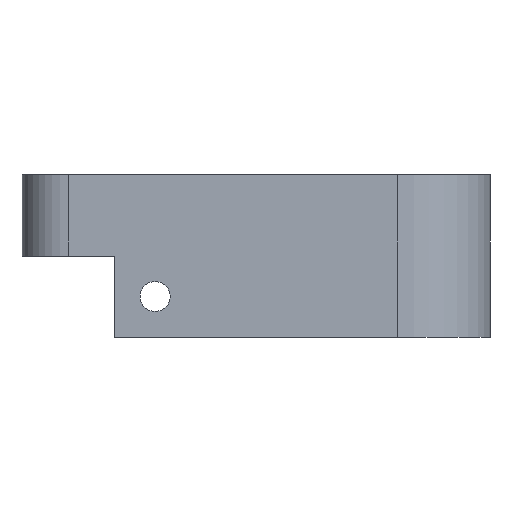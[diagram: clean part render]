
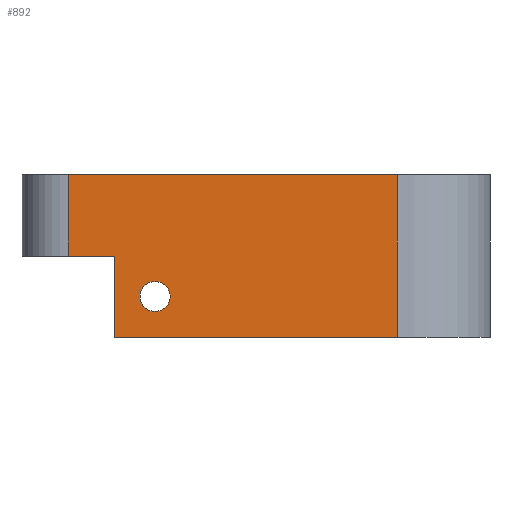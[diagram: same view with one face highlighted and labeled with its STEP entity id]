
A CAD part, left-side view. The second image highlights one B-rep face of the part: STEP entity #892.
In plain terms, the highlighted planar face has unit normal (-1, 0, 0).
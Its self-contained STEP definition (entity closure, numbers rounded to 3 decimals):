
#51=FACE_BOUND('',#143,.T.);
#63=PLANE('',#959);
#91=FACE_OUTER_BOUND('',#142,.T.);
#142=EDGE_LOOP('',(#603,#604,#605,#606,#607,#608));
#143=EDGE_LOOP('',(#609));
#204=LINE('',#1276,#273);
#206=LINE('',#1282,#275);
#207=LINE('',#1284,#276);
#208=LINE('',#1286,#277);
#209=LINE('',#1288,#278);
#210=LINE('',#1289,#279);
#273=VECTOR('',#1043,10.);
#275=VECTOR('',#1049,10.);
#276=VECTOR('',#1050,10.);
#277=VECTOR('',#1051,10.);
#278=VECTOR('',#1052,10.);
#279=VECTOR('',#1053,10.);
#344=CIRCLE('',#960,3.25);
#375=VERTEX_POINT('',#1273);
#376=VERTEX_POINT('',#1275);
#378=VERTEX_POINT('',#1281);
#379=VERTEX_POINT('',#1283);
#380=VERTEX_POINT('',#1285);
#381=VERTEX_POINT('',#1287);
#382=VERTEX_POINT('',#1290);
#465=EDGE_CURVE('',#375,#376,#204,.T.);
#468=EDGE_CURVE('',#378,#375,#206,.T.);
#469=EDGE_CURVE('',#379,#378,#207,.T.);
#470=EDGE_CURVE('',#380,#379,#208,.T.);
#471=EDGE_CURVE('',#381,#380,#209,.T.);
#472=EDGE_CURVE('',#381,#376,#210,.T.);
#473=EDGE_CURVE('',#382,#382,#344,.T.);
#603=ORIENTED_EDGE('',*,*,#465,.F.);
#604=ORIENTED_EDGE('',*,*,#468,.F.);
#605=ORIENTED_EDGE('',*,*,#469,.F.);
#606=ORIENTED_EDGE('',*,*,#470,.F.);
#607=ORIENTED_EDGE('',*,*,#471,.F.);
#608=ORIENTED_EDGE('',*,*,#472,.T.);
#609=ORIENTED_EDGE('',*,*,#473,.T.);
#892=ADVANCED_FACE('',(#91,#51),#63,.T.);
#959=AXIS2_PLACEMENT_3D('',#1280,#1047,#1048);
#960=AXIS2_PLACEMENT_3D('',#1291,#1054,#1055);
#1043=DIRECTION('',(0.,0.,-1.));
#1047=DIRECTION('center_axis',(-1.,0.,0.));
#1048=DIRECTION('ref_axis',(0.,-1.,0.));
#1049=DIRECTION('',(0.,-1.,0.));
#1050=DIRECTION('',(0.,0.,1.));
#1051=DIRECTION('',(0.,1.,0.));
#1052=DIRECTION('',(0.,0.,1.));
#1053=DIRECTION('',(0.,-1.,0.));
#1054=DIRECTION('center_axis',(1.,0.,0.));
#1055=DIRECTION('ref_axis',(0.,0.,-1.));
#1273=CARTESIAN_POINT('',(0.,20.,35.));
#1275=CARTESIAN_POINT('',(0.,20.,0.));
#1276=CARTESIAN_POINT('',(0.,20.,0.));
#1280=CARTESIAN_POINT('Origin',(0.,160.,0.));
#1281=CARTESIAN_POINT('',(0.,91.111,35.));
#1282=CARTESIAN_POINT('',(0.,160.,35.));
#1283=CARTESIAN_POINT('',(0.,91.111,17.5));
#1284=CARTESIAN_POINT('',(0.,91.111,35.));
#1285=CARTESIAN_POINT('',(0.,81.111,17.5));
#1286=CARTESIAN_POINT('',(0.,130.556,17.5));
#1287=CARTESIAN_POINT('',(0.,81.111,0.));
#1288=CARTESIAN_POINT('',(0.,81.111,8.75));
#1289=CARTESIAN_POINT('',(0.,160.,0.));
#1290=CARTESIAN_POINT('',(0.,72.361,12.));
#1291=CARTESIAN_POINT('Origin',(0.,72.361,8.75));
